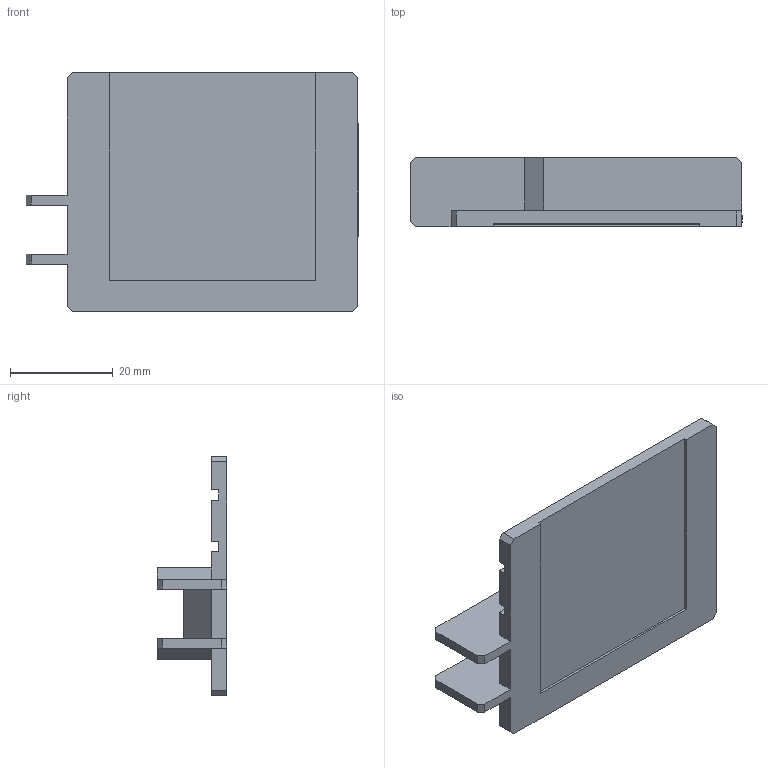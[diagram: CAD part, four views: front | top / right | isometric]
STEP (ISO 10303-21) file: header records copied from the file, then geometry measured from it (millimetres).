
FILE_DESCRIPTION (( 'STEP AP203' ), '1' );
FILE_NAME ('20-019471--COPPER JACKET--Rev_A.step', '2022-06-14T14:55:18', ( '' ), ( '' ), 'SwSTEP 2.0', 'SolidWorks 2021', '' );
FILE_SCHEMA (( 'CONFIG_CONTROL_DESIGN' ));
Length unit declared in the file: millimetre
Products named in the file (1): 20-019471--COPPER JACKET--Rev_A
Bounding box: 64.7 x 13.5 x 46.5 mm (x, y, z)
Volume: 11360.9 mm3; surface area: 9033.5 mm2
Topology: 1 solids, 1 shells, 54 faces, 156 edges, 104 vertices
Faces by surface type: plane 52, cylinder 2
Entity records: 1825 total; most frequent: CARTESIAN_POINT 315, ORIENTED_EDGE 312, DIRECTION 270, EDGE_CURVE 156, LINE 152, VECTOR 152, VERTEX_POINT 104, AXIS2_PLACEMENT_3D 59
